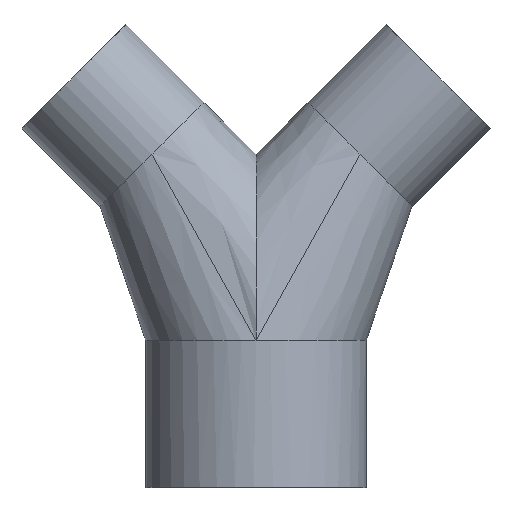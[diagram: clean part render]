
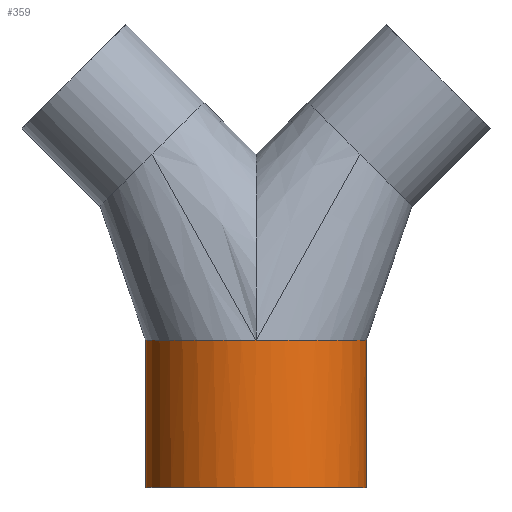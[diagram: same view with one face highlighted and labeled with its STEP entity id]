
A CAD part, top view. The second image highlights one B-rep face of the part: STEP entity #359.
In plain terms, the highlighted cylindrical face has radius 76.2 mm (diameter 152.4 mm), a full revolution.
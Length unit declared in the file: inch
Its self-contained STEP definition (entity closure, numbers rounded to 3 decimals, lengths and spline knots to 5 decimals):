
#40=FACE_BOUND('',#82,.T.);
#57=FACE_OUTER_BOUND('',#81,.T.);
#81=EDGE_LOOP('',(#329,#330,#331,#332,#333,#334));
#82=EDGE_LOOP('',(#335));
#120=CIRCLE('',#388,3.);
#121=CIRCLE('',#389,3.);
#122=CIRCLE('',#390,3.);
#128=CIRCLE('',#401,3.);
#129=CIRCLE('',#402,3.);
#130=CIRCLE('',#403,3.);
#131=CIRCLE('',#405,3.);
#162=VERTEX_POINT('',#1253);
#163=VERTEX_POINT('',#1267);
#164=VERTEX_POINT('',#1269);
#165=VERTEX_POINT('',#1271);
#173=VERTEX_POINT('',#1452);
#174=VERTEX_POINT('',#1454);
#175=VERTEX_POINT('',#1539);
#212=EDGE_CURVE('',#162,#163,#120,.T.);
#213=EDGE_CURVE('',#163,#164,#121,.T.);
#214=EDGE_CURVE('',#164,#165,#122,.T.);
#225=EDGE_CURVE('',#165,#173,#128,.T.);
#226=EDGE_CURVE('',#173,#174,#129,.T.);
#227=EDGE_CURVE('',#174,#162,#130,.T.);
#229=EDGE_CURVE('',#175,#175,#131,.T.);
#329=ORIENTED_EDGE('',*,*,#212,.F.);
#330=ORIENTED_EDGE('',*,*,#227,.F.);
#331=ORIENTED_EDGE('',*,*,#226,.F.);
#332=ORIENTED_EDGE('',*,*,#225,.F.);
#333=ORIENTED_EDGE('',*,*,#214,.F.);
#334=ORIENTED_EDGE('',*,*,#213,.F.);
#335=ORIENTED_EDGE('',*,*,#229,.F.);
#343=CYLINDRICAL_SURFACE('',#404,3.);
#359=ADVANCED_FACE('',(#57,#40),#343,.T.);
#388=AXIS2_PLACEMENT_3D('',#1268,#447,#448);
#389=AXIS2_PLACEMENT_3D('',#1270,#449,#450);
#390=AXIS2_PLACEMENT_3D('',#1272,#451,#452);
#401=AXIS2_PLACEMENT_3D('',#1453,#473,#474);
#402=AXIS2_PLACEMENT_3D('',#1455,#475,#476);
#403=AXIS2_PLACEMENT_3D('',#1456,#477,#478);
#404=AXIS2_PLACEMENT_3D('',#1538,#479,#480);
#405=AXIS2_PLACEMENT_3D('',#1540,#481,#482);
#447=DIRECTION('center_axis',(0.,1.,0.));
#448=DIRECTION('ref_axis',(1.,0.,0.));
#449=DIRECTION('center_axis',(0.,1.,0.));
#450=DIRECTION('ref_axis',(1.,0.,0.));
#451=DIRECTION('center_axis',(0.,1.,0.));
#452=DIRECTION('ref_axis',(1.,0.,0.));
#473=DIRECTION('center_axis',(0.,1.,0.));
#474=DIRECTION('ref_axis',(1.,0.,0.));
#475=DIRECTION('center_axis',(0.,1.,0.));
#476=DIRECTION('ref_axis',(1.,0.,0.));
#477=DIRECTION('center_axis',(0.,1.,0.));
#478=DIRECTION('ref_axis',(1.,0.,0.));
#479=DIRECTION('center_axis',(0.,1.,0.));
#480=DIRECTION('ref_axis',(1.,0.,0.));
#481=DIRECTION('center_axis',(0.,-1.,0.));
#482=DIRECTION('ref_axis',(1.,0.,0.));
#1253=CARTESIAN_POINT('',(0.,4.,-3.));
#1267=CARTESIAN_POINT('',(-1.17591,4.,-2.75993));
#1268=CARTESIAN_POINT('Origin',(0.,4.,0.));
#1269=CARTESIAN_POINT('',(-1.15661,4.,2.76808));
#1270=CARTESIAN_POINT('Origin',(0.,4.,0.));
#1271=CARTESIAN_POINT('',(0.,4.,3.));
#1272=CARTESIAN_POINT('Origin',(0.,4.,0.));
#1452=CARTESIAN_POINT('',(1.15661,4.,2.76808));
#1453=CARTESIAN_POINT('Origin',(0.,4.,0.));
#1454=CARTESIAN_POINT('',(1.17591,4.,-2.75993));
#1455=CARTESIAN_POINT('Origin',(0.,4.,0.));
#1456=CARTESIAN_POINT('Origin',(0.,4.,0.));
#1538=CARTESIAN_POINT('Origin',(0.,0.,0.));
#1539=CARTESIAN_POINT('',(-3.,0.,0.));
#1540=CARTESIAN_POINT('Origin',(0.,0.,0.));
